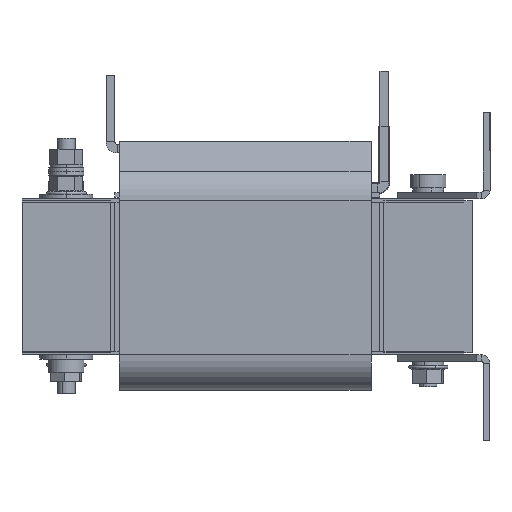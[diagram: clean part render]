
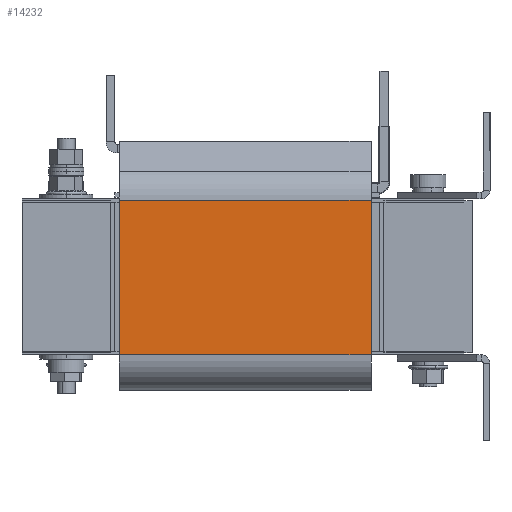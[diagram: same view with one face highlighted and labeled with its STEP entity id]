
A CAD part, left-side view. The second image highlights one B-rep face of the part: STEP entity #14232.
In plain terms, the highlighted planar face has unit normal (-1, 0, 0).
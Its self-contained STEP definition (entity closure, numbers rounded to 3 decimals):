
#795 = EDGE_CURVE ( 'Defeature ausgef�hrt1_16+Defeature ausgef�hrt1_15+Defeature ausgef�hrt1_9+Defeature ausgef�hrt1_11', #14424, #2529, #16993, .T. ) ;
#1172 = VERTEX_POINT ( 'NONE', #10019 ) ;
#1768 = EDGE_CURVE ( 'Defeature ausgef�hrt1_9+Defeature ausgef�hrt1_15+Defeature ausgef�hrt1_14+Defeature ausgef�hrt1_16', #3857, #14424, #8590, .T. ) ;
#1914 = CARTESIAN_POINT ( 'NONE',  ( -116.1, 58., 34.6 ) ) ;
#2513 = AXIS2_PLACEMENT_3D ( 'NONE', #10407, #6242, #17169 ) ;
#2529 = VERTEX_POINT ( 'NONE', #15053 ) ;
#2933 = LINE ( 'NONE', #9705, #9988 ) ;
#3718 = DIRECTION ( 'NONE',  ( 0., -1., 0. ) ) ;
#3791 = EDGE_LOOP ( 'NONE', ( #17679, #3890, #12394, #6295 ) ) ;
#3857 = VERTEX_POINT ( 'NONE', #11279 ) ;
#3890 = ORIENTED_EDGE ( 'NONE', *, *, #795, .F. ) ;
#4190 = DIRECTION ( 'NONE',  ( 0., 0., 1. ) ) ;
#5874 = DIRECTION ( 'NONE',  ( 0., -1., 0. ) ) ;
#6242 = DIRECTION ( 'NONE',  ( 1., 0., 0. ) ) ;
#6295 = ORIENTED_EDGE ( 'NONE', *, *, #11334, .T. ) ;
#8590 = LINE ( 'NONE', #12401, #12059 ) ;
#9682 = DIRECTION ( 'NONE',  ( 0., 0., 1. ) ) ;
#9705 = CARTESIAN_POINT ( 'NONE',  ( -116.1, -56., -35.25 ) ) ;
#9988 = VECTOR ( 'NONE', #4190, 1000. ) ;
#10019 = CARTESIAN_POINT ( 'NONE',  ( -116.1, -56., -35.25 ) ) ;
#10407 = CARTESIAN_POINT ( 'NONE',  ( -116.1, 58., -35.25 ) ) ;
#11279 = CARTESIAN_POINT ( 'NONE',  ( -116.1, 58., -35.25 ) ) ;
#11334 = EDGE_CURVE ( 'Defeature ausgef�hrt1_15+Defeature ausgef�hrt1_14+Defeature ausgef�hrt1_9+Defeature ausgef�hrt1_11', #3857, #1172, #14999, .T. ) ;
#11672 = PLANE ( 'NONE',  #2513 ) ;
#12059 = VECTOR ( 'NONE', #9682, 1000. ) ;
#12394 = ORIENTED_EDGE ( 'NONE', *, *, #1768, .F. ) ;
#12401 = CARTESIAN_POINT ( 'NONE',  ( -116.1, 58., -35.25 ) ) ;
#12935 = FACE_OUTER_BOUND ( 'NONE', #3791, .T. ) ;
#13668 = EDGE_CURVE ( 'Defeature ausgef�hrt1_15+Defeature ausgef�hrt1_11+Defeature ausgef�hrt1_14+Defeature ausgef�hrt1_16', #1172, #2529, #2933, .T. ) ;
#13724 = CARTESIAN_POINT ( 'NONE',  ( -116.1, 58., -35.25 ) ) ;
#13832 = CARTESIAN_POINT ( 'NONE',  ( -116.1, 58., 34.6 ) ) ;
#14232 = ADVANCED_FACE ( 'Defeature ausgef�hrt1_15', ( #12935 ), #11672, .F. ) ;
#14424 = VERTEX_POINT ( 'NONE', #13832 ) ;
#14999 = LINE ( 'NONE', #13724, #15986 ) ;
#15053 = CARTESIAN_POINT ( 'NONE',  ( -116.1, -56., 34.6 ) ) ;
#15986 = VECTOR ( 'NONE', #3718, 1000. ) ;
#16993 = LINE ( 'NONE', #1914, #17264 ) ;
#17169 = DIRECTION ( 'NONE',  ( 0., 0., -1. ) ) ;
#17264 = VECTOR ( 'NONE', #5874, 1000. ) ;
#17679 = ORIENTED_EDGE ( 'NONE', *, *, #13668, .T. ) ;
